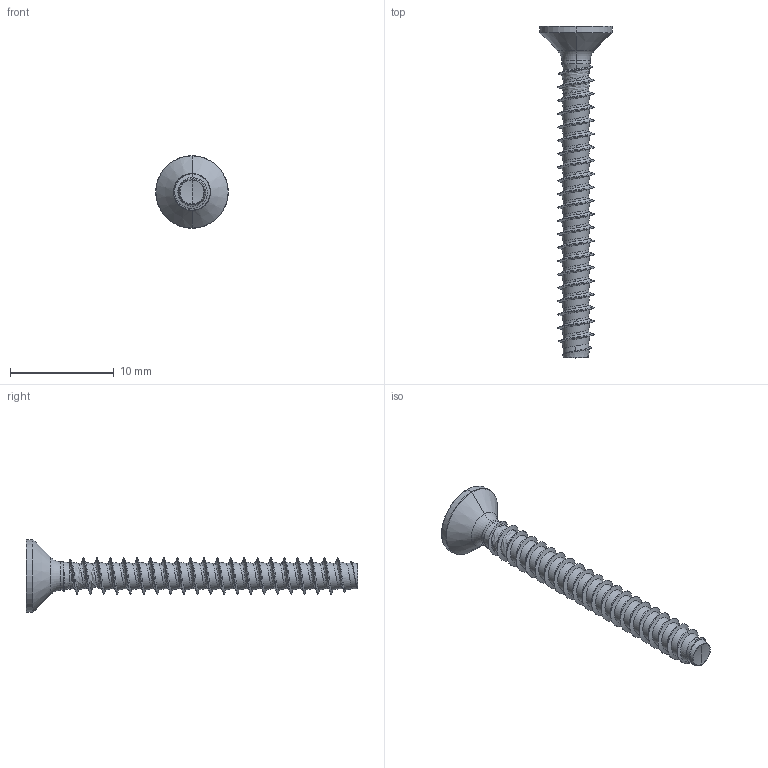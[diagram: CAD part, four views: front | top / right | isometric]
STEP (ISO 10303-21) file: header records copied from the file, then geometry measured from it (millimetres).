
FILE_DESCRIPTION (( 'STEP AP203' ), '1' );
FILE_NAME ('STP330350320.STEP', '2020-09-04T16:05:48', ( '' ), ( '' ), 'SwSTEP 2.0', 'SolidWorks 2015', '' );
FILE_SCHEMA (( 'CONFIG_CONTROL_DESIGN' ));
Length unit declared in the file: millimetre
Products named in the file (2): STP330350320
Bounding box: 7 x 32 x 7 mm (x, y, z)
Volume: 224.6 mm3; surface area: 494.9 mm2
Topology: 1 solids, 1 shells, 204 faces, 482 edges, 280 vertices
Faces by surface type: cylinder 89, bspline 51, sphere 26, plane 22, cone 10, torus 6
Entity records: 35031 total; most frequent: CARTESIAN_POINT 30792, ORIENTED_EDGE 960, DIRECTION 729, EDGE_CURVE 480, AXIS2_PLACEMENT_3D 293, VERTEX_POINT 280, EDGE_LOOP 206, FACE_OUTER_BOUND 204
